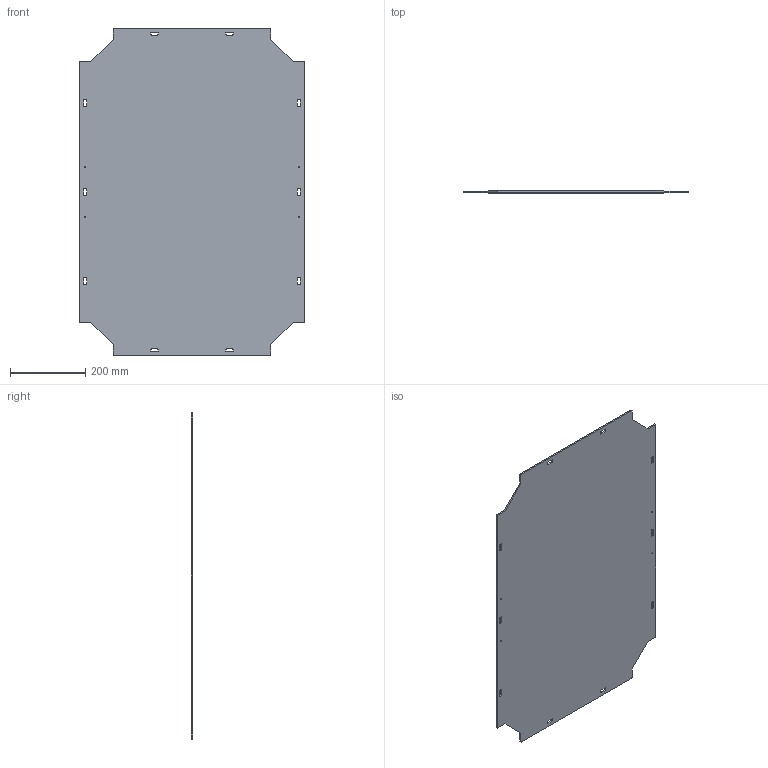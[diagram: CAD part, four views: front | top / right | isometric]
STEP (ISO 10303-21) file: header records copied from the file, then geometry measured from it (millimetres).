
FILE_DESCRIPTION((''),'2;1');
FILE_NAME('MAGNETIC_FRONT','2022-09-03T13:33:08',('dinus'),(''),'CREO PARAMETRIC BY PTC INC, 2021164','CREO PARAMETRIC BY PTC INC, 2021164','');
FILE_SCHEMA(('CONFIG_CONTROL_DESIGN'));
Length unit declared in the file: millimetre
Products named in the file (1): MAGNETIC_FRONT
Bounding box: 599 x 4 x 874 mm (x, y, z)
Volume: 1987007.1 mm3; surface area: 1006998.5 mm2
Topology: 1 solids, 1 shells, 114 faces, 336 edges, 224 vertices
Faces by surface type: plane 58, cylinder 56
Entity records: 3926 total; most frequent: DIRECTION 676, CARTESIAN_POINT 674, ORIENTED_EDGE 672, EDGE_CURVE 336, AXIS2_PLACEMENT_3D 226, VECTOR 224, LINE 224, VERTEX_POINT 224
